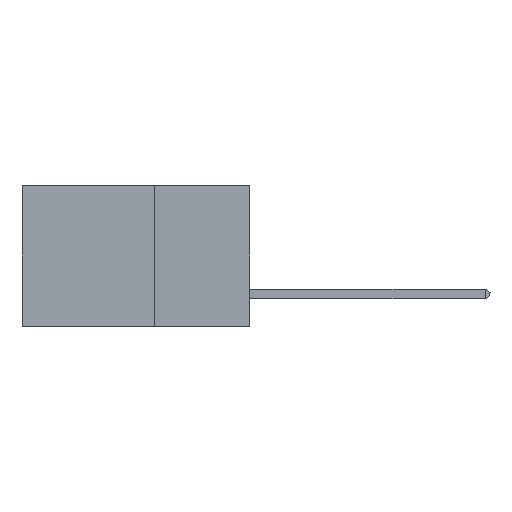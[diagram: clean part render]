
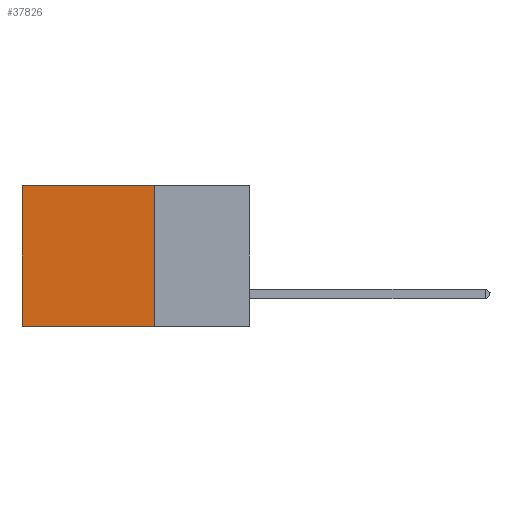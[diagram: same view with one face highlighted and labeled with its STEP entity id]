
A CAD part, left-side view. The second image highlights one B-rep face of the part: STEP entity #37826.
In plain terms, the highlighted planar face has unit normal (-1, 0, 0).
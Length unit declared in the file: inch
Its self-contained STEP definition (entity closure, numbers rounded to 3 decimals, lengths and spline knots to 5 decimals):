
#772 = CARTESIAN_POINT ( 'NONE',  ( 0.2875, 0.25, 0. ) ) ;
#2655 = CARTESIAN_POINT ( 'NONE',  ( 0.2875, 0.25, 0. ) ) ;
#3090 = VECTOR ( 'NONE', #9490, 39.37008 ) ;
#3353 = VERTEX_POINT ( 'NONE', #2655 ) ;
#4978 = FACE_OUTER_BOUND ( 'NONE', #25428, .T. ) ;
#5112 = EDGE_CURVE ( 'NONE', #31013, #34365, #14584, .T. ) ;
#5204 = VERTEX_POINT ( 'NONE', #30188 ) ;
#6245 = VECTOR ( 'NONE', #25832, 39.37008 ) ;
#9490 = DIRECTION ( 'NONE',  ( 0., 0., -1. ) ) ;
#11303 = DIRECTION ( 'NONE',  ( 0., 0., -1. ) ) ;
#11736 = EDGE_CURVE ( 'NONE', #3353, #31013, #39835, .T. ) ;
#12460 = ORIENTED_EDGE ( 'NONE', *, *, #5112, .F. ) ;
#12750 = EDGE_CURVE ( 'NONE', #5204, #34365, #40271, .T. ) ;
#13518 = CARTESIAN_POINT ( 'NONE',  ( 0.2875, 0.25, 0. ) ) ;
#13759 = EDGE_CURVE ( 'NONE', #3353, #5204, #25354, .T. ) ;
#14584 = LINE ( 'NONE', #30334, #23942 ) ;
#17894 = VECTOR ( 'NONE', #38313, 39.37008 ) ;
#18396 = ORIENTED_EDGE ( 'NONE', *, *, #12750, .T. ) ;
#21722 = PLANE ( 'NONE',  #38623 ) ;
#23563 = CARTESIAN_POINT ( 'NONE',  ( 0.2875, 0.25, -0.37 ) ) ;
#23751 = CARTESIAN_POINT ( 'NONE',  ( 0.2875, 0.6, -0.37 ) ) ;
#23942 = VECTOR ( 'NONE', #44371, 39.37008 ) ;
#25081 = ORIENTED_EDGE ( 'NONE', *, *, #13759, .T. ) ;
#25225 = DIRECTION ( 'NONE',  ( 1., 0., 0. ) ) ;
#25354 = LINE ( 'NONE', #29222, #6245 ) ;
#25428 = EDGE_LOOP ( 'NONE', ( #18396, #12460, #30239, #25081 ) ) ;
#25832 = DIRECTION ( 'NONE',  ( 0., 1., 0. ) ) ;
#29222 = CARTESIAN_POINT ( 'NONE',  ( 0.2875, 0.25, 0. ) ) ;
#30188 = CARTESIAN_POINT ( 'NONE',  ( 0.2875, 0.6, 0. ) ) ;
#30239 = ORIENTED_EDGE ( 'NONE', *, *, #11736, .F. ) ;
#30334 = CARTESIAN_POINT ( 'NONE',  ( 0.2875, 0.25, -0.37 ) ) ;
#31013 = VERTEX_POINT ( 'NONE', #23563 ) ;
#34365 = VERTEX_POINT ( 'NONE', #23751 ) ;
#37826 = ADVANCED_FACE ( 'NONE', ( #4978 ), #21722, .F. ) ;
#38313 = DIRECTION ( 'NONE',  ( 0., 0., -1. ) ) ;
#38623 = AXIS2_PLACEMENT_3D ( 'NONE', #772, #25225, #11303 ) ;
#39047 = CARTESIAN_POINT ( 'NONE',  ( 0.2875, 0.6, 0. ) ) ;
#39835 = LINE ( 'NONE', #13518, #17894 ) ;
#40271 = LINE ( 'NONE', #39047, #3090 ) ;
#44371 = DIRECTION ( 'NONE',  ( 0., 1., 0. ) ) ;
